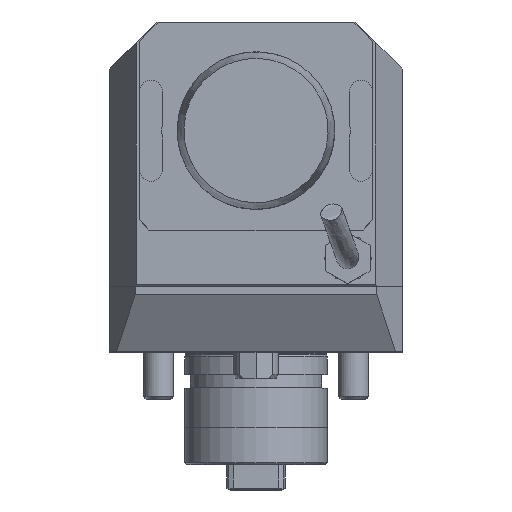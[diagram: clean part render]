
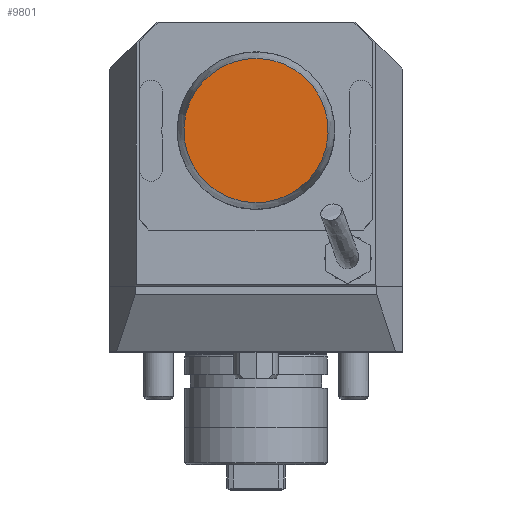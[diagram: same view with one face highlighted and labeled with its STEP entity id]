
A CAD part, top view. The second image highlights one B-rep face of the part: STEP entity #9801.
In plain terms, the highlighted planar face has unit normal (0, 0, 1).
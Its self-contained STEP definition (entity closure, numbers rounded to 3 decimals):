
#1676 = VERTEX_POINT ( 'NONE', #24901 ) ;
#3510 = FACE_OUTER_BOUND ( 'NONE', #10819, .T. ) ;
#7018 = ORIENTED_EDGE ( 'NONE', *, *, #20726, .T. ) ;
#7505 = PLANE ( 'NONE',  #16170 ) ;
#8074 = CARTESIAN_POINT ( 'NONE',  ( 0.596, 52., 120. ) ) ;
#9801 = ADVANCED_FACE ( 'Defeature completata1_119', ( #3510 ), #7505, .T. ) ;
#10819 = EDGE_LOOP ( 'NONE', ( #7018 ) ) ;
#12489 = DIRECTION ( 'NONE',  ( 0., 0., 1. ) ) ;
#15646 = CARTESIAN_POINT ( 'NONE',  ( 0.596, 52., 120. ) ) ;
#16072 = DIRECTION ( 'NONE',  ( -0.043, -0.999, 0. ) ) ;
#16170 = AXIS2_PLACEMENT_3D ( 'NONE', #15646, #23956, #19978 ) ;
#19978 = DIRECTION ( 'NONE',  ( -0.043, -0.999, 0. ) ) ;
#20726 = EDGE_CURVE ( 'NONE', #1676, #1676, #24110, .T. ) ;
#22816 = AXIS2_PLACEMENT_3D ( 'NONE', #8074, #12489, #16072 ) ;
#23956 = DIRECTION ( 'NONE',  ( 0., 0., 1. ) ) ;
#24110 = CIRCLE ( 'NONE', #22816, 19.237 ) ;
#24901 = CARTESIAN_POINT ( 'NONE',  ( -0.236, 32.781, 120. ) ) ;
